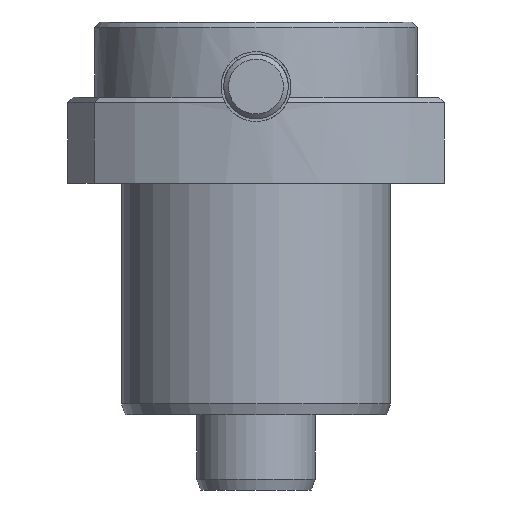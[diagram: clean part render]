
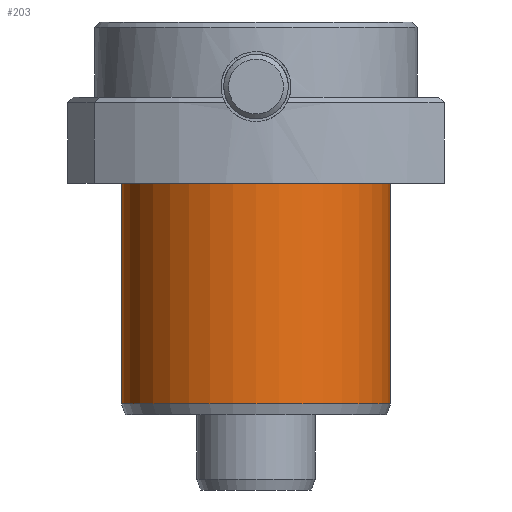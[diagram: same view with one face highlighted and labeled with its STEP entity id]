
A CAD part, left-side view. The second image highlights one B-rep face of the part: STEP entity #203.
In plain terms, the highlighted cylindrical face has radius 12.5 mm (diameter 25 mm), a full revolution.
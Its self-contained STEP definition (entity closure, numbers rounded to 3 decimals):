
#59=CYLINDRICAL_SURFACE('',#750,12.5);
#158=FACE_BOUND('',#308,.T.);
#159=FACE_BOUND('',#309,.T.);
#203=ADVANCED_FACE('',(#158,#159),#59,.T.);
#308=EDGE_LOOP('',(#421));
#309=EDGE_LOOP('',(#422));
#421=ORIENTED_EDGE('',*,*,#640,.T.);
#422=ORIENTED_EDGE('',*,*,#591,.F.);
#529=VERTEX_POINT('',#1010);
#572=VERTEX_POINT('',#1227);
#591=EDGE_CURVE('',#529,#529,#675,.T.);
#640=EDGE_CURVE('',#572,#572,#697,.T.);
#675=CIRCLE('',#715,12.5);
#697=CIRCLE('',#748,12.5);
#715=AXIS2_PLACEMENT_3D('',#1009,#805,#806);
#748=AXIS2_PLACEMENT_3D('',#1226,#894,#895);
#750=AXIS2_PLACEMENT_3D('',#1229,#898,#899);
#805=DIRECTION('',(0.,0.,1.));
#806=DIRECTION('',(1.,0.,0.));
#894=DIRECTION('',(0.,0.,1.));
#895=DIRECTION('',(1.,0.,0.));
#898=DIRECTION('',(0.,0.,1.));
#899=DIRECTION('',(1.,0.,0.));
#1009=CARTESIAN_POINT('',(0.,0.,0.));
#1010=CARTESIAN_POINT('',(12.5,0.,0.));
#1226=CARTESIAN_POINT('',(0.,0.,-20.5));
#1227=CARTESIAN_POINT('',(12.5,0.,-20.5));
#1229=CARTESIAN_POINT('',(0.,0.,-64.74));
